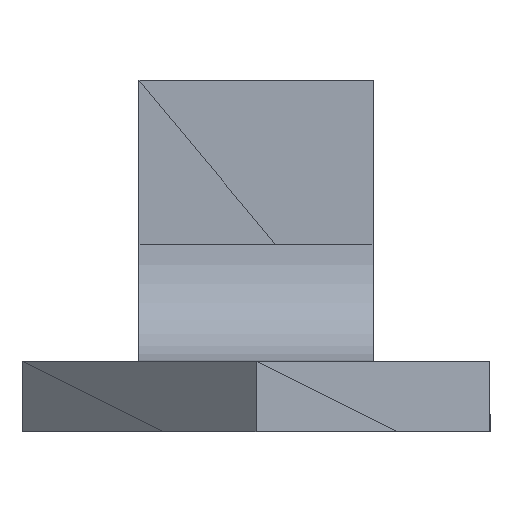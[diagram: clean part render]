
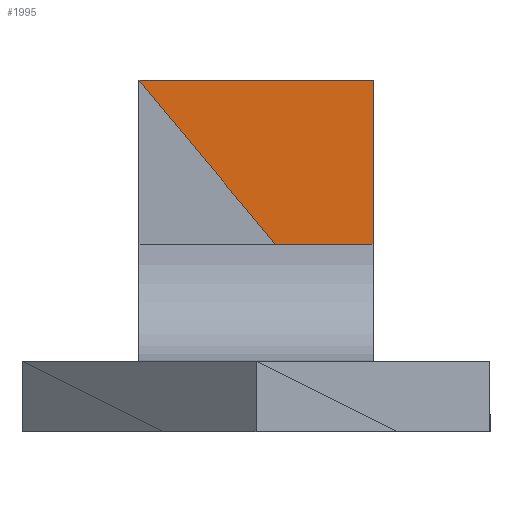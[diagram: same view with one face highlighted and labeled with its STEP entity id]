
A CAD part, left-side view. The second image highlights one B-rep face of the part: STEP entity #1995.
In plain terms, the highlighted planar face has unit normal (-1, 0, 0).
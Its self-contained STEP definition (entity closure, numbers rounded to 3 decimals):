
#66 = CARTESIAN_POINT ( 'NONE',  ( -3.12, -1.917, 10. ) ) ;
#186 = DIRECTION ( 'NONE',  ( 0., 0., -1. ) ) ;
#192 = EDGE_CURVE ( 'NONE', #2044, #1886, #1841, .T. ) ;
#212 = VERTEX_POINT ( 'NONE', #1442 ) ;
#361 = CARTESIAN_POINT ( 'NONE',  ( -3.12, 0., 0. ) ) ;
#616 = VECTOR ( 'NONE', #1733, 1000. ) ;
#666 = LINE ( 'NONE', #734, #2256 ) ;
#734 = CARTESIAN_POINT ( 'NONE',  ( -3.12, -4., 17. ) ) ;
#737 = ORIENTED_EDGE ( 'NONE', *, *, #2171, .T. ) ;
#742 = CARTESIAN_POINT ( 'NONE',  ( -3.12, -4., 5. ) ) ;
#856 = CARTESIAN_POINT ( 'NONE',  ( -3.12, 0.167, 10. ) ) ;
#973 = FACE_OUTER_BOUND ( 'NONE', #1477, .T. ) ;
#1055 = CARTESIAN_POINT ( 'NONE',  ( -3.12, -4., 10. ) ) ;
#1088 = ORIENTED_EDGE ( 'NONE', *, *, #192, .T. ) ;
#1125 = ORIENTED_EDGE ( 'NONE', *, *, #2424, .T. ) ;
#1156 = LINE ( 'NONE', #1349, #616 ) ;
#1261 = CARTESIAN_POINT ( 'NONE',  ( -3.12, 6., 17. ) ) ;
#1284 = VERTEX_POINT ( 'NONE', #1261 ) ;
#1349 = CARTESIAN_POINT ( 'NONE',  ( -3.12, -4., 5. ) ) ;
#1442 = CARTESIAN_POINT ( 'NONE',  ( -3.12, -4., 17. ) ) ;
#1448 = AXIS2_PLACEMENT_3D ( 'NONE', #361, #1754, #186 ) ;
#1477 = EDGE_LOOP ( 'NONE', ( #1999, #1088, #1125, #737 ) ) ;
#1733 = DIRECTION ( 'NONE',  ( 0., 0., 1. ) ) ;
#1754 = DIRECTION ( 'NONE',  ( 1., 0., 0. ) ) ;
#1841 = LINE ( 'NONE', #66, #1908 ) ;
#1886 = VERTEX_POINT ( 'NONE', #1055 ) ;
#1908 = VECTOR ( 'NONE', #2008, 1000. ) ;
#1949 = PLANE ( 'NONE',  #1448 ) ;
#1995 = ADVANCED_FACE ( 'NONE', ( #973 ), #1949, .F. ) ;
#1999 = ORIENTED_EDGE ( 'NONE', *, *, #2012, .F. ) ;
#2008 = DIRECTION ( 'NONE',  ( 0., -1., 0. ) ) ;
#2012 = EDGE_CURVE ( 'NONE', #2044, #1284, #2136, .T. ) ;
#2044 = VERTEX_POINT ( 'NONE', #856 ) ;
#2052 = VECTOR ( 'NONE', #2334, 1000. ) ;
#2136 = LINE ( 'NONE', #742, #2052 ) ;
#2171 = EDGE_CURVE ( 'NONE', #212, #1284, #666, .T. ) ;
#2256 = VECTOR ( 'NONE', #2300, 1000. ) ;
#2300 = DIRECTION ( 'NONE',  ( 0., 1., 0. ) ) ;
#2334 = DIRECTION ( 'NONE',  ( 0., 0.64, 0.768 ) ) ;
#2424 = EDGE_CURVE ( 'NONE', #1886, #212, #1156, .T. ) ;
